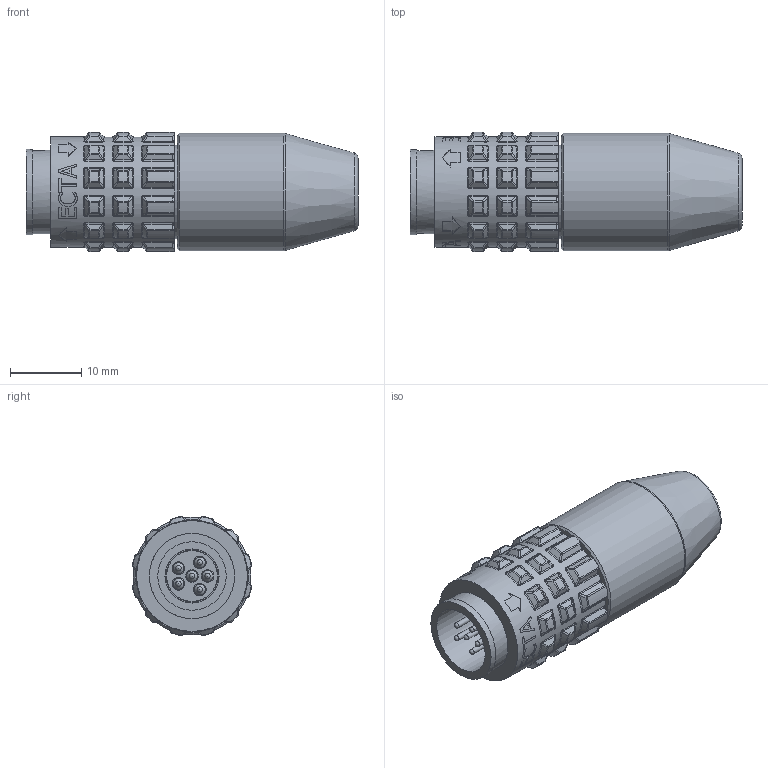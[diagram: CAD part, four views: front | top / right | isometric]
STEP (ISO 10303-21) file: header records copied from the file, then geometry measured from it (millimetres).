
FILE_DESCRIPTION(/* description */ (''),/* implementation_level */ '2;1');
FILE_NAME(/* name */ 'C494.stp',/* time_stamp */ '2019-09-23T11:16:37-04:00',/* author */ ('lcup'),/* organization */ (''),/* preprocessor_version */ 'ST-DEVELOPER v18',/* originating_system */ 'Autodesk Inventor 2020',/* authorisation */ '');
FILE_SCHEMA (('AUTOMOTIVE_DESIGN { 1 0 10303 214 3 1 1 }'));
Products named in the file (7): C494; CBP10179; ECTA HOUSING; ECTA PINS; CBP10179, PIN; C314, NUT FOR OVERMOLDING; C314, OVERMOLD OPTION
Assembly tree (11 placements, depth 3):
  C494
    CBP10179
      ECTA HOUSING
      ECTA PINS
      CBP10179, PIN  x6
    C314, NUT FOR OVERMOLDING
    C314, OVERMOLD OPTION
Bounding box: 46.69 x 16.77 x 16.77 mm (x, y, z)
Volume: 9024 mm3; surface area: 6995.8 mm2
Topology: 10 solids, 10 shells, 4484 faces, 10021 edges, 5856 vertices
Faces by surface type: plane 3486, bspline 355, cylinder 315, sphere 126, torus 124, cone 78
Full cylindrical faces by diameter (mm): 0.762 x18, 1.194 x42, 1.524 x6, 3.048 x2, 6.35 x1, 7.112 x2, 7.315 x1, 7.62 x1, 7.874 x2, 9.144 x2, 9.22 x1, 9.271 x1, 9.627 x1, 10.922 x2, 11.176 x1, 11.43 x1, 11.684 x1, 11.976 x1, 12.065 x1, 12.7 x1, 13.144 x1, 14.986 x1, 15.24 x1, 15.596 x1, 16.51 x1
Entity records: 141870 total; most frequent: CARTESIAN_POINT 41050, DIRECTION 20068, ORIENTED_EDGE 19618, EDGE_CURVE 9809, AXIS2_PLACEMENT_3D 7032, LINE 6004, VECTOR 6004, VERTEX_POINT 5706
